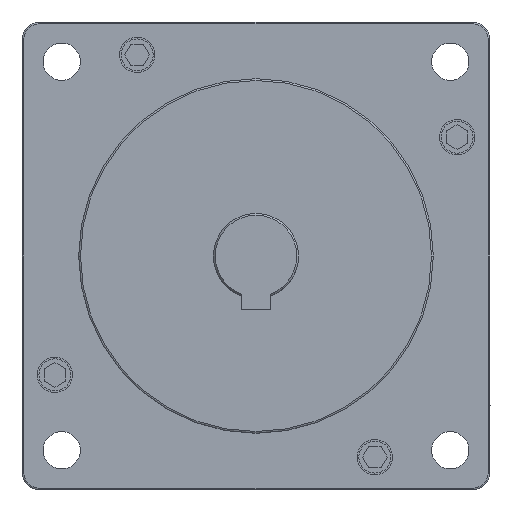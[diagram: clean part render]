
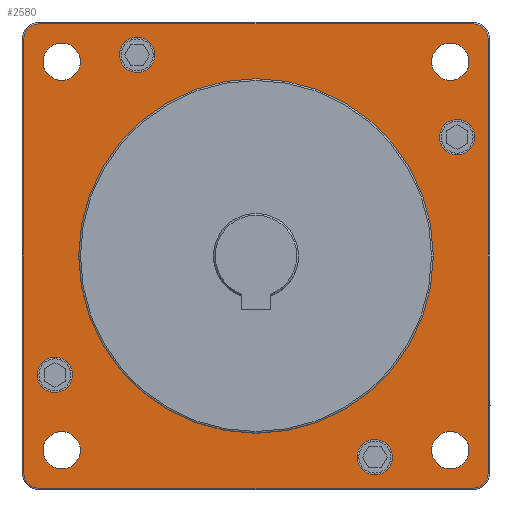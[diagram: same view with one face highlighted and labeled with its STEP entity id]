
A CAD part, left-side view. The second image highlights one B-rep face of the part: STEP entity #2580.
In plain terms, the highlighted planar face has unit normal (-1, 0, 0).
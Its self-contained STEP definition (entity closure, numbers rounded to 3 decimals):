
#1=CARTESIAN_POINT('',(0.,-54.8,-54.8));
#2=DIRECTION('',(-1.,0.,0.));
#3=DIRECTION('',(0.,-1.,0.));
#4=AXIS2_PLACEMENT_3D('',#1,#2,#3);
#6=CARTESIAN_POINT('',(0.,-54.8,-54.8));
#7=DIRECTION('',(-1.,0.,0.));
#8=DIRECTION('',(0.,1.,0.));
#9=AXIS2_PLACEMENT_3D('',#6,#7,#8);
#11=CARTESIAN_POINT('',(0.,54.8,-54.8));
#12=DIRECTION('',(-1.,0.,0.));
#13=DIRECTION('',(0.,-1.,0.));
#14=AXIS2_PLACEMENT_3D('',#11,#12,#13);
#16=CARTESIAN_POINT('',(0.,54.8,-54.8));
#17=DIRECTION('',(-1.,0.,0.));
#18=DIRECTION('',(0.,1.,0.));
#19=AXIS2_PLACEMENT_3D('',#16,#17,#18);
#21=CARTESIAN_POINT('',(0.,54.8,54.8));
#22=DIRECTION('',(-1.,0.,0.));
#23=DIRECTION('',(0.,-1.,0.));
#24=AXIS2_PLACEMENT_3D('',#21,#22,#23);
#26=CARTESIAN_POINT('',(0.,54.8,54.8));
#27=DIRECTION('',(-1.,0.,0.));
#28=DIRECTION('',(0.,1.,0.));
#29=AXIS2_PLACEMENT_3D('',#26,#27,#28);
#31=CARTESIAN_POINT('',(0.,-54.8,54.8));
#32=DIRECTION('',(-1.,0.,0.));
#33=DIRECTION('',(0.,-1.,0.));
#34=AXIS2_PLACEMENT_3D('',#31,#32,#33);
#36=CARTESIAN_POINT('',(0.,-54.8,54.8));
#37=DIRECTION('',(-1.,0.,0.));
#38=DIRECTION('',(0.,1.,0.));
#39=AXIS2_PLACEMENT_3D('',#36,#37,#38);
#41=CARTESIAN_POINT('',(0.,0.,0.));
#42=DIRECTION('',(-1.,0.,0.));
#43=DIRECTION('',(0.,1.,0.));
#44=AXIS2_PLACEMENT_3D('',#41,#42,#43);
#46=CARTESIAN_POINT('',(0.,0.,0.));
#47=DIRECTION('',(-1.,0.,0.));
#48=DIRECTION('',(0.,-1.,0.));
#49=AXIS2_PLACEMENT_3D('',#46,#47,#48);
#51=CARTESIAN_POINT('',(0.,-61.,-61.));
#52=DIRECTION('',(-1.,0.,0.));
#53=DIRECTION('',(0.,0.,-1.));
#54=AXIS2_PLACEMENT_3D('',#51,#52,#53);
#56=DIRECTION('',(0.,-1.,0.));
#57=VECTOR('',#56,122.);
#58=CARTESIAN_POINT('',(0.,61.,-65.5));
#59=LINE('',#58,#57);
#60=CARTESIAN_POINT('',(0.,61.,-61.));
#61=DIRECTION('',(-1.,0.,0.));
#62=DIRECTION('',(0.,1.,0.));
#63=AXIS2_PLACEMENT_3D('',#60,#61,#62);
#65=DIRECTION('',(0.,0.,-1.));
#66=VECTOR('',#65,122.);
#67=CARTESIAN_POINT('',(0.,65.5,61.));
#68=LINE('',#67,#66);
#69=CARTESIAN_POINT('',(0.,61.,61.));
#70=DIRECTION('',(-1.,0.,0.));
#71=DIRECTION('',(0.,0.,1.));
#72=AXIS2_PLACEMENT_3D('',#69,#70,#71);
#74=DIRECTION('',(0.,1.,0.));
#75=VECTOR('',#74,122.);
#76=CARTESIAN_POINT('',(0.,-61.,65.5));
#77=LINE('',#76,#75);
#78=CARTESIAN_POINT('',(0.,-61.,61.));
#79=DIRECTION('',(-1.,0.,0.));
#80=DIRECTION('',(0.,-1.,0.));
#81=AXIS2_PLACEMENT_3D('',#78,#79,#80);
#83=DIRECTION('',(0.,0.,1.));
#84=VECTOR('',#83,122.);
#85=CARTESIAN_POINT('',(0.,-65.5,-61.));
#86=LINE('',#85,#84);
#87=CARTESIAN_POINT('',(0.,-33.53,-56.72));
#88=DIRECTION('',(-1.,0.,0.));
#89=DIRECTION('',(0.,1.,0.));
#90=AXIS2_PLACEMENT_3D('',#87,#88,#89);
#92=CARTESIAN_POINT('',(0.,-33.53,-56.72));
#93=DIRECTION('',(-1.,0.,0.));
#94=DIRECTION('',(0.,-1.,0.));
#95=AXIS2_PLACEMENT_3D('',#92,#93,#94);
#131=CARTESIAN_POINT('',(0.,-56.72,33.53));
#132=DIRECTION('',(-1.,0.,0.));
#133=DIRECTION('',(0.,0.,-1.));
#134=AXIS2_PLACEMENT_3D('',#131,#132,#133);
#136=CARTESIAN_POINT('',(0.,-56.72,33.53));
#137=DIRECTION('',(-1.,0.,0.));
#138=DIRECTION('',(0.,0.,1.));
#139=AXIS2_PLACEMENT_3D('',#136,#137,#138);
#175=CARTESIAN_POINT('',(0.,33.53,56.72));
#176=DIRECTION('',(-1.,0.,0.));
#177=DIRECTION('',(0.,-1.,0.));
#178=AXIS2_PLACEMENT_3D('',#175,#176,#177);
#180=CARTESIAN_POINT('',(0.,33.53,56.72));
#181=DIRECTION('',(-1.,0.,0.));
#182=DIRECTION('',(0.,1.,0.));
#183=AXIS2_PLACEMENT_3D('',#180,#181,#182);
#219=CARTESIAN_POINT('',(0.,56.72,-33.53));
#220=DIRECTION('',(-1.,0.,0.));
#221=DIRECTION('',(0.,0.,1.));
#222=AXIS2_PLACEMENT_3D('',#219,#220,#221);
#224=CARTESIAN_POINT('',(0.,56.72,-33.53));
#225=DIRECTION('',(-1.,0.,0.));
#226=DIRECTION('',(0.,0.,-1.));
#227=AXIS2_PLACEMENT_3D('',#224,#225,#226);
#2041=CARTESIAN_POINT('',(0.,-60.05,-54.8));
#2042=CARTESIAN_POINT('',(0.,-49.55,-54.8));
#2043=VERTEX_POINT('',#2041);
#2044=VERTEX_POINT('',#2042);
#2045=CARTESIAN_POINT('',(0.,49.55,-54.8));
#2046=CARTESIAN_POINT('',(0.,60.05,-54.8));
#2047=VERTEX_POINT('',#2045);
#2048=VERTEX_POINT('',#2046);
#2049=CARTESIAN_POINT('',(0.,49.55,54.8));
#2050=CARTESIAN_POINT('',(0.,60.05,54.8));
#2051=VERTEX_POINT('',#2049);
#2052=VERTEX_POINT('',#2050);
#2053=CARTESIAN_POINT('',(0.,-60.05,54.8));
#2054=CARTESIAN_POINT('',(0.,-49.55,54.8));
#2055=VERTEX_POINT('',#2053);
#2056=VERTEX_POINT('',#2054);
#2271=CARTESIAN_POINT('',(0.,50.,0.));
#2272=CARTESIAN_POINT('',(0.,-50.,0.));
#2273=VERTEX_POINT('',#2271);
#2274=VERTEX_POINT('',#2272);
#2287=CARTESIAN_POINT('',(0.,-61.,-65.5));
#2288=CARTESIAN_POINT('',(0.,-65.5,-61.));
#2289=VERTEX_POINT('',#2287);
#2290=VERTEX_POINT('',#2288);
#2295=CARTESIAN_POINT('',(0.,-65.5,61.));
#2296=VERTEX_POINT('',#2295);
#2299=CARTESIAN_POINT('',(0.,-61.,65.5));
#2300=VERTEX_POINT('',#2299);
#2303=CARTESIAN_POINT('',(0.,61.,65.5));
#2304=VERTEX_POINT('',#2303);
#2307=CARTESIAN_POINT('',(0.,65.5,61.));
#2308=VERTEX_POINT('',#2307);
#2311=CARTESIAN_POINT('',(0.,65.5,-61.));
#2312=VERTEX_POINT('',#2311);
#2315=CARTESIAN_POINT('',(0.,61.,-65.5));
#2316=VERTEX_POINT('',#2315);
#2351=CARTESIAN_POINT('',(0.,-28.53,-56.72));
#2352=CARTESIAN_POINT('',(0.,-38.53,-56.72));
#2353=VERTEX_POINT('',#2351);
#2354=VERTEX_POINT('',#2352);
#2391=CARTESIAN_POINT('',(0.,-56.72,28.53));
#2392=CARTESIAN_POINT('',(0.,-56.72,38.53));
#2393=VERTEX_POINT('',#2391);
#2394=VERTEX_POINT('',#2392);
#2431=CARTESIAN_POINT('',(0.,28.53,56.72));
#2432=CARTESIAN_POINT('',(0.,38.53,56.72));
#2433=VERTEX_POINT('',#2431);
#2434=VERTEX_POINT('',#2432);
#2471=CARTESIAN_POINT('',(0.,56.72,-28.53));
#2472=CARTESIAN_POINT('',(0.,56.72,-38.53));
#2473=VERTEX_POINT('',#2471);
#2474=VERTEX_POINT('',#2472);
#2503=CARTESIAN_POINT('',(0.,0.,0.));
#2504=DIRECTION('',(1.,0.,0.));
#2505=DIRECTION('',(0.,-1.,0.));
#2506=AXIS2_PLACEMENT_3D('',#2503,#2504,#2505);
#2507=PLANE('',#2506);
#2509=ORIENTED_EDGE('',*,*,#2508,.F.);
#2511=ORIENTED_EDGE('',*,*,#2510,.F.);
#2513=ORIENTED_EDGE('',*,*,#2512,.F.);
#2515=ORIENTED_EDGE('',*,*,#2514,.F.);
#2517=ORIENTED_EDGE('',*,*,#2516,.F.);
#2519=ORIENTED_EDGE('',*,*,#2518,.F.);
#2521=ORIENTED_EDGE('',*,*,#2520,.F.);
#2523=ORIENTED_EDGE('',*,*,#2522,.F.);
#2524=EDGE_LOOP('',(#2509,#2511,#2513,#2515,#2517,#2519,#2521,#2523));
#2525=FACE_OUTER_BOUND('',#2524,.F.);
#2527=ORIENTED_EDGE('',*,*,#2526,.T.);
#2529=ORIENTED_EDGE('',*,*,#2528,.T.);
#2530=EDGE_LOOP('',(#2527,#2529));
#2531=FACE_BOUND('',#2530,.F.);
#2533=ORIENTED_EDGE('',*,*,#2532,.T.);
#2535=ORIENTED_EDGE('',*,*,#2534,.T.);
#2536=EDGE_LOOP('',(#2533,#2535));
#2537=FACE_BOUND('',#2536,.F.);
#2539=ORIENTED_EDGE('',*,*,#2538,.T.);
#2541=ORIENTED_EDGE('',*,*,#2540,.T.);
#2542=EDGE_LOOP('',(#2539,#2541));
#2543=FACE_BOUND('',#2542,.F.);
#2545=ORIENTED_EDGE('',*,*,#2544,.T.);
#2547=ORIENTED_EDGE('',*,*,#2546,.T.);
#2548=EDGE_LOOP('',(#2545,#2547));
#2549=FACE_BOUND('',#2548,.F.);
#2551=ORIENTED_EDGE('',*,*,#2550,.T.);
#2553=ORIENTED_EDGE('',*,*,#2552,.T.);
#2554=EDGE_LOOP('',(#2551,#2553));
#2555=FACE_BOUND('',#2554,.F.);
#2557=ORIENTED_EDGE('',*,*,#2556,.T.);
#2559=ORIENTED_EDGE('',*,*,#2558,.T.);
#2560=EDGE_LOOP('',(#2557,#2559));
#2561=FACE_BOUND('',#2560,.F.);
#2563=ORIENTED_EDGE('',*,*,#2562,.T.);
#2565=ORIENTED_EDGE('',*,*,#2564,.T.);
#2566=EDGE_LOOP('',(#2563,#2565));
#2567=FACE_BOUND('',#2566,.F.);
#2569=ORIENTED_EDGE('',*,*,#2568,.T.);
#2571=ORIENTED_EDGE('',*,*,#2570,.T.);
#2572=EDGE_LOOP('',(#2569,#2571));
#2573=FACE_BOUND('',#2572,.F.);
#2575=ORIENTED_EDGE('',*,*,#2574,.T.);
#2577=ORIENTED_EDGE('',*,*,#2576,.T.);
#2578=EDGE_LOOP('',(#2575,#2577));
#2579=FACE_BOUND('',#2578,.F.);
#5=CIRCLE('',#4,5.25);
#10=CIRCLE('',#9,5.25);
#15=CIRCLE('',#14,5.25);
#20=CIRCLE('',#19,5.25);
#25=CIRCLE('',#24,5.25);
#30=CIRCLE('',#29,5.25);
#35=CIRCLE('',#34,5.25);
#40=CIRCLE('',#39,5.25);
#45=CIRCLE('',#44,50.);
#50=CIRCLE('',#49,50.);
#55=CIRCLE('',#54,4.5);
#64=CIRCLE('',#63,4.5);
#73=CIRCLE('',#72,4.5);
#82=CIRCLE('',#81,4.5);
#91=CIRCLE('',#90,5.);
#96=CIRCLE('',#95,5.);
#135=CIRCLE('',#134,5.);
#140=CIRCLE('',#139,5.);
#179=CIRCLE('',#178,5.);
#184=CIRCLE('',#183,5.);
#223=CIRCLE('',#222,5.);
#228=CIRCLE('',#227,5.);
#2508=EDGE_CURVE('',#2289,#2290,#55,.T.);
#2510=EDGE_CURVE('',#2316,#2289,#59,.T.);
#2512=EDGE_CURVE('',#2312,#2316,#64,.T.);
#2514=EDGE_CURVE('',#2308,#2312,#68,.T.);
#2516=EDGE_CURVE('',#2304,#2308,#73,.T.);
#2518=EDGE_CURVE('',#2300,#2304,#77,.T.);
#2520=EDGE_CURVE('',#2296,#2300,#82,.T.);
#2522=EDGE_CURVE('',#2290,#2296,#86,.T.);
#2526=EDGE_CURVE('',#2043,#2044,#5,.T.);
#2528=EDGE_CURVE('',#2044,#2043,#10,.T.);
#2532=EDGE_CURVE('',#2047,#2048,#15,.T.);
#2534=EDGE_CURVE('',#2048,#2047,#20,.T.);
#2538=EDGE_CURVE('',#2051,#2052,#25,.T.);
#2540=EDGE_CURVE('',#2052,#2051,#30,.T.);
#2544=EDGE_CURVE('',#2055,#2056,#35,.T.);
#2546=EDGE_CURVE('',#2056,#2055,#40,.T.);
#2550=EDGE_CURVE('',#2273,#2274,#45,.T.);
#2552=EDGE_CURVE('',#2274,#2273,#50,.T.);
#2556=EDGE_CURVE('',#2353,#2354,#91,.T.);
#2558=EDGE_CURVE('',#2354,#2353,#96,.T.);
#2562=EDGE_CURVE('',#2393,#2394,#135,.T.);
#2564=EDGE_CURVE('',#2394,#2393,#140,.T.);
#2568=EDGE_CURVE('',#2433,#2434,#179,.T.);
#2570=EDGE_CURVE('',#2434,#2433,#184,.T.);
#2574=EDGE_CURVE('',#2473,#2474,#223,.T.);
#2576=EDGE_CURVE('',#2474,#2473,#228,.T.);
#2580=ADVANCED_FACE('',(#2525,#2531,#2537,#2543,#2549,#2555,#2561,#2567,#2573,
#2579),#2507,.F.);
